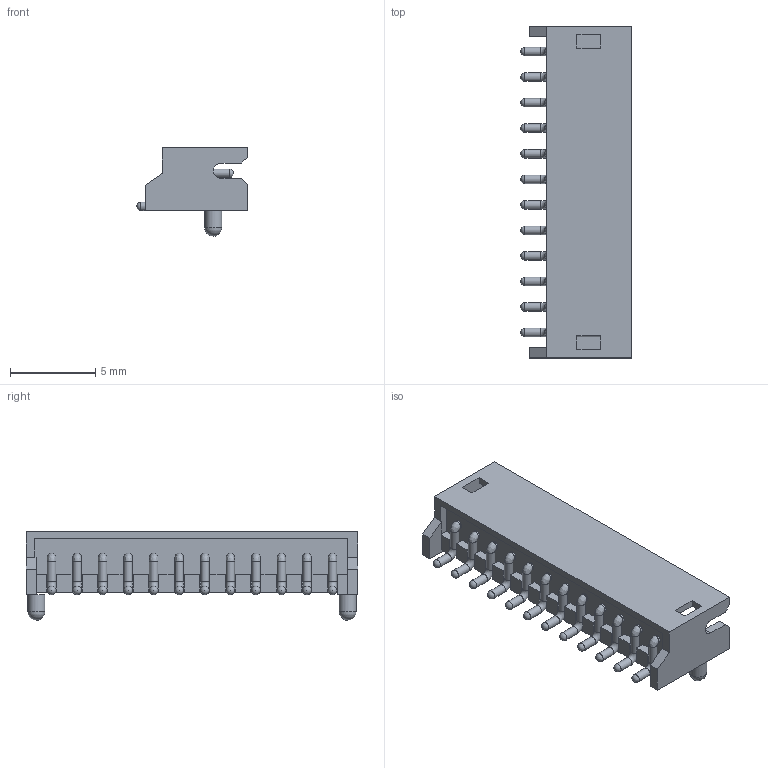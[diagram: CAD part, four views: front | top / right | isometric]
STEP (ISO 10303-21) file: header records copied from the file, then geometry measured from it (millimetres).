
FILE_DESCRIPTION(/* description */ (''),/* implementation_level */ '2;1');
FILE_NAME(/* name */ 'S12B-ZR-SM2-TF.step',/* time_stamp */ '2023-11-07T20:00:49+03:00',/* author */ ('Sandman'),/* organization */ (''),/* preprocessor_version */ 'ST-DEVELOPER v18.1',/* originating_system */ 'Autodesk Inventor 2021',/* authorisation */ '');
FILE_SCHEMA (('AUTOMOTIVE_DESIGN { 1 0 10303 214 3 1 1 }'));
Length unit declared in the file: millimetre
Products named in the file (1): ZH_connector
Bounding box: 6.5 x 19.5 x 5.2 mm (x, y, z)
Volume: 166.4 mm3; surface area: 662.4 mm2
Topology: 1 solids, 1 shells, 197 faces, 549 edges, 327 vertices
Faces by surface type: plane 95, cylinder 52, sphere 26, torus 12, bspline 12
Full cylindrical faces by diameter (mm): 0.5 x48, 1 x2
Entity records: 6368 total; most frequent: CARTESIAN_POINT 1336, DIRECTION 1040, ORIENTED_EDGE 998, EDGE_CURVE 499, AXIS2_PLACEMENT_3D 355, LINE 330, VECTOR 330, VERTEX_POINT 327
